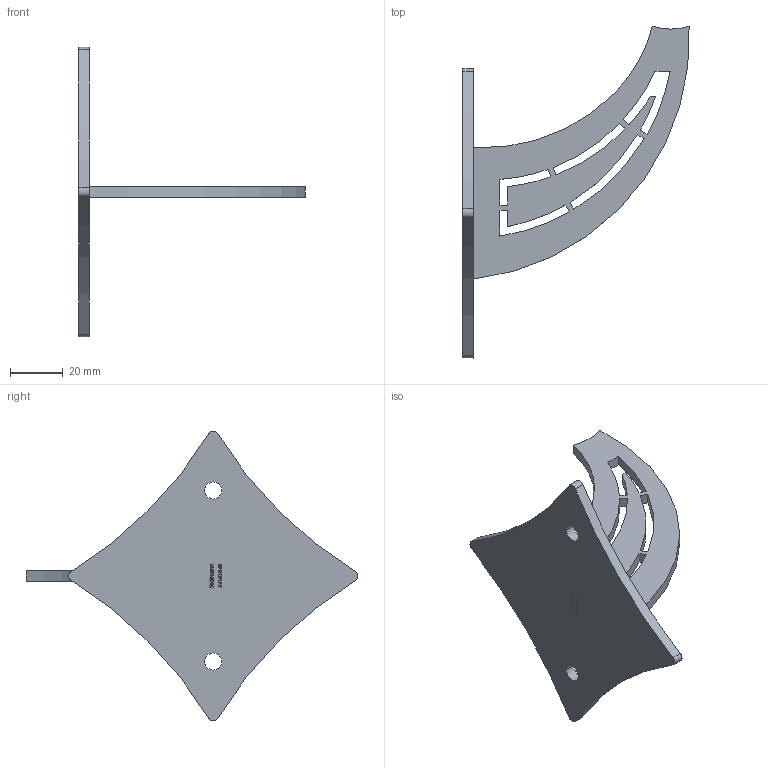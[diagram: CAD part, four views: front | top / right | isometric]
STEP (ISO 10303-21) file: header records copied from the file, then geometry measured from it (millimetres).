
FILE_DESCRIPTION (( 'STEP AP203' ), '1' );
FILE_NAME ('54160-240.step', '2020-09-18T11:04:59', ( '' ), ( '' ), 'SwSTEP 2.0', 'SolidWorks 2018', '' );
FILE_SCHEMA (( 'CONFIG_CONTROL_DESIGN' ));
Length unit declared in the file: millimetre
Products named in the file (2): 54160-240
Bounding box: 86 x 126.19 x 110 mm (x, y, z)
Volume: 33937.9 mm3; surface area: 20653.4 mm2
Topology: 1 solids, 1 shells, 272 faces, 732 edges, 488 vertices
Faces by surface type: plane 150, bspline 89, cylinder 33
Entity records: 13667 total; most frequent: CARTESIAN_POINT 7199, ORIENTED_EDGE 1464, DIRECTION 990, EDGE_CURVE 732, LINE 488, VERTEX_POINT 488, VECTOR 488, EDGE_LOOP 312
